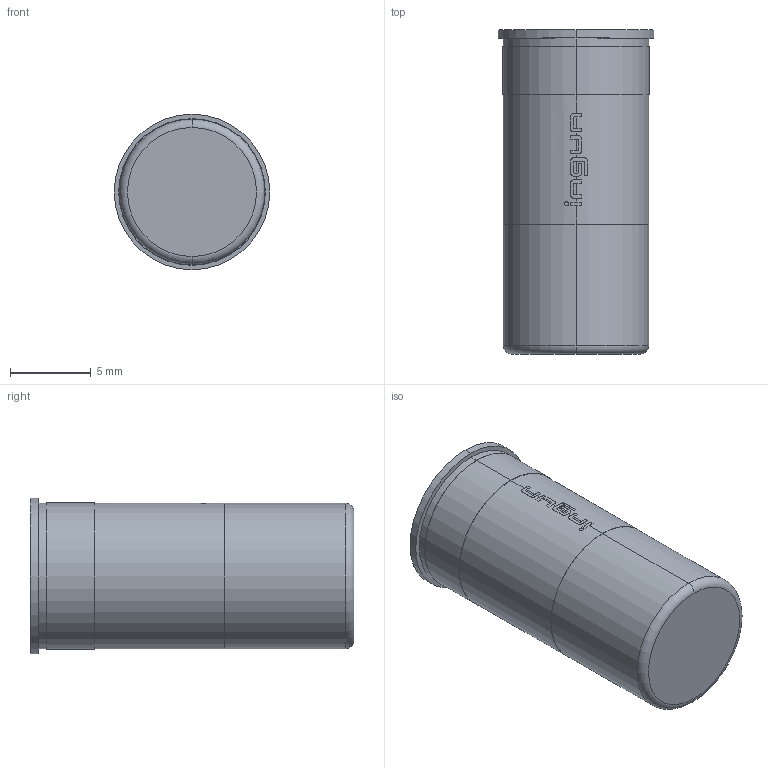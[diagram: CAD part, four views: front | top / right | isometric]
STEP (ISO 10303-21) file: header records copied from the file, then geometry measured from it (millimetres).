
FILE_DESCRIPTION (( 'STEP AP203' ), '1' );
FILE_NAME ('INGUN_KS-612_400_35_M-R.STEP', '2022-02-09T05:29:11', ( 'ochi' ), ( '' ), 'SwSTEP 2.0', 'SolidWorks 2018', '' );
FILE_SCHEMA (( 'CONFIG_CONTROL_DESIGN' ));
Length unit declared in the file: millimetre
Products named in the file (1): INGUN_KS-612_400_35_M-R
Bounding box: 9.6 x 20 x 9.6 mm (x, y, z)
Volume: 1272.8 mm3; surface area: 706.2 mm2
Topology: 1 solids, 1 shells, 90 faces, 247 edges, 164 vertices
Faces by surface type: plane 46, bspline 22, cylinder 20, torus 2
Entity records: 3304 total; most frequent: CARTESIAN_POINT 1090, ORIENTED_EDGE 494, DIRECTION 381, EDGE_CURVE 247, VERTEX_POINT 164, AXIS2_PLACEMENT_3D 151, EDGE_LOOP 95, FACE_OUTER_BOUND 90
